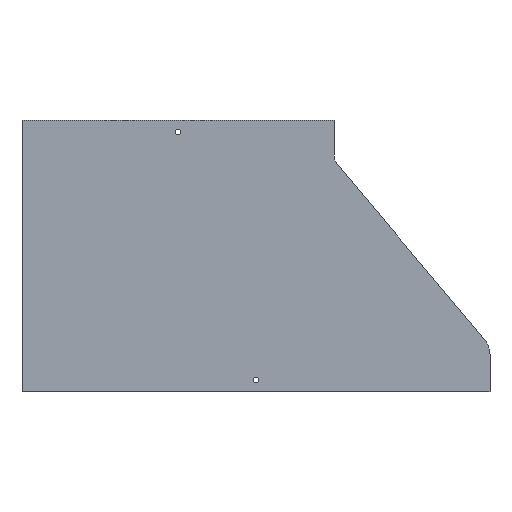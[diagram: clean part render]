
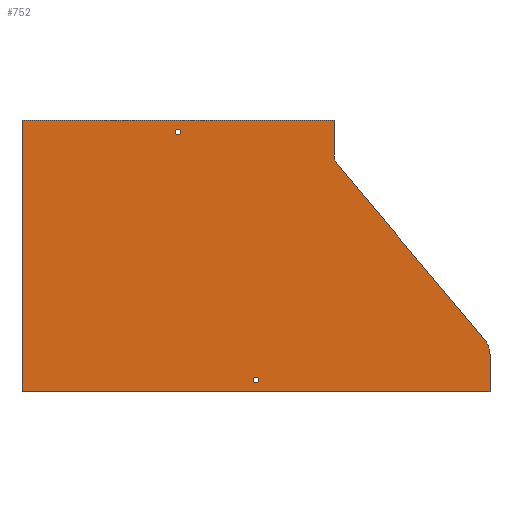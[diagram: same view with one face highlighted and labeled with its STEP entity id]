
A CAD part, front view. The second image highlights one B-rep face of the part: STEP entity #752.
In plain terms, the highlighted planar face has unit normal (0, -1, 0).
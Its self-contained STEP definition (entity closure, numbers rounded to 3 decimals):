
#31 = LINE ( 'NONE', #700, #34 ) ;
#34 = VECTOR ( 'NONE', #699, 1000. ) ;
#56 = VERTEX_POINT ( 'NONE', #540 ) ;
#57 = VERTEX_POINT ( 'NONE', #541 ) ;
#229 = PLANE ( 'NONE',  #914 ) ;
#243 = CARTESIAN_POINT ( 'NONE',  ( -420., 0., -44.069 ) ) ;
#256 = DIRECTION ( 'NONE',  ( 0., 1., 0. ) ) ;
#264 = DIRECTION ( 'NONE',  ( 0., 0., 1. ) ) ;
#351 = DIRECTION ( 'NONE',  ( 0., 0., 1. ) ) ;
#359 = CARTESIAN_POINT ( 'NONE',  ( 400., 0., 0. ) ) ;
#402 = DIRECTION ( 'NONE',  ( -0.643, 0., 0.766 ) ) ;
#403 = CARTESIAN_POINT ( 'NONE',  ( 404.688, 0., -56.935 ) ) ;
#417 = CARTESIAN_POINT ( 'NONE',  ( 570., 0., -300.288 ) ) ;
#418 = DIRECTION ( 'NONE',  ( 0., 0., 1. ) ) ;
#419 = DIRECTION ( 'NONE',  ( 0., -1., 0. ) ) ;
#425 = CARTESIAN_POINT ( 'NONE',  ( 300., 0., -333. ) ) ;
#427 = DIRECTION ( 'NONE',  ( 0., 0., -1. ) ) ;
#428 = DIRECTION ( 'NONE',  ( 0., -1., 0. ) ) ;
#432 = DIRECTION ( 'NONE',  ( 0., 0., 1. ) ) ;
#433 = DIRECTION ( 'NONE',  ( 0., 1., 0. ) ) ;
#434 = CARTESIAN_POINT ( 'NONE',  ( 420., 0., -44.069 ) ) ;
#436 = CARTESIAN_POINT ( 'NONE',  ( 200., 0., -15. ) ) ;
#437 = DIRECTION ( 'NONE',  ( 0., 0., -1. ) ) ;
#455 = CARTESIAN_POINT ( 'NONE',  ( -600., 0., -348. ) ) ;
#469 = DIRECTION ( 'NONE',  ( 0., 0., 1. ) ) ;
#476 = DIRECTION ( 'NONE',  ( 0., -1., 0. ) ) ;
#478 = CARTESIAN_POINT ( 'NONE',  ( 0., 0., 0. ) ) ;
#479 = DIRECTION ( 'NONE',  ( 1., 0., 0. ) ) ;
#532 = DIRECTION ( 'NONE',  ( -1., 0., 0. ) ) ;
#537 = CARTESIAN_POINT ( 'NONE',  ( -400., 0., 0. ) ) ;
#540 = CARTESIAN_POINT ( 'NONE',  ( 200., 0., -18.5 ) ) ;
#541 = CARTESIAN_POINT ( 'NONE',  ( 300., 0., -336.5 ) ) ;
#574 = CARTESIAN_POINT ( 'NONE',  ( 400., 0., 0. ) ) ;
#584 = CARTESIAN_POINT ( 'NONE',  ( 600., 0., -348. ) ) ;
#604 = CARTESIAN_POINT ( 'NONE',  ( 600., 0., -300.288 ) ) ;
#628 = CARTESIAN_POINT ( 'NONE',  ( 0., 0., -348. ) ) ;
#629 = CARTESIAN_POINT ( 'NONE',  ( 0., 0., 0. ) ) ;
#633 = CARTESIAN_POINT ( 'NONE',  ( 592.967, 0., -280.987 ) ) ;
#635 = CARTESIAN_POINT ( 'NONE',  ( 404.688, 0., -56.935 ) ) ;
#648 = CARTESIAN_POINT ( 'NONE',  ( 400., 0., -44.069 ) ) ;
#699 = DIRECTION ( 'NONE',  ( 0., 0., 1. ) ) ;
#700 = CARTESIAN_POINT ( 'NONE',  ( 600., 0., -300.288 ) ) ;
#752 = ADVANCED_FACE ( 'NONE', ( #1287, #1283, #1286 ), #229, .F. ) ;
#839 = AXIS2_PLACEMENT_3D ( 'NONE', #417, #419, #418 ) ;
#840 = AXIS2_PLACEMENT_3D ( 'NONE', #425, #428, #427 ) ;
#841 = AXIS2_PLACEMENT_3D ( 'NONE', #434, #433, #432 ) ;
#842 = AXIS2_PLACEMENT_3D ( 'NONE', #436, #476, #437 ) ;
#914 = AXIS2_PLACEMENT_3D ( 'NONE', #243, #256, #264 ) ;
#964 = EDGE_CURVE ( 'NONE', #1384, #1383, #1119, .T. ) ;
#970 = EDGE_CURVE ( 'NONE', #1383, #1428, #1107, .T. ) ;
#973 = EDGE_CURVE ( 'NONE', #1420, #1384, #1101, .T. ) ;
#992 = EDGE_CURVE ( 'NONE', #1380, #1379, #1769, .T. ) ;
#995 = EDGE_CURVE ( 'NONE', #1404, #1380, #1764, .T. ) ;
#998 = EDGE_CURVE ( 'NONE', #57, #57, #1759, .T. ) ;
#1002 = EDGE_CURVE ( 'NONE', #1379, #1369, #1778, .T. ) ;
#1003 = EDGE_CURVE ( 'NONE', #56, #56, #1780, .T. ) ;
#1027 = EDGE_CURVE ( 'NONE', #1369, #1428, #1812, .T. ) ;
#1052 = EDGE_CURVE ( 'NONE', #1420, #1404, #31, .T. ) ;
#1096 = VECTOR ( 'NONE', #532, 1000. ) ;
#1101 = LINE ( 'NONE', #455, #1096 ) ;
#1102 = VECTOR ( 'NONE', #479, 1000. ) ;
#1107 = LINE ( 'NONE', #537, #1102 ) ;
#1114 = VECTOR ( 'NONE', #469, 1000. ) ;
#1119 = LINE ( 'NONE', #478, #1114 ) ;
#1283 = FACE_BOUND ( 'NONE', #1518, .T. ) ;
#1286 = FACE_OUTER_BOUND ( 'NONE', #1484, .T. ) ;
#1287 = FACE_BOUND ( 'NONE', #1496, .T. ) ;
#1369 = VERTEX_POINT ( 'NONE', #648 ) ;
#1379 = VERTEX_POINT ( 'NONE', #635 ) ;
#1380 = VERTEX_POINT ( 'NONE', #633 ) ;
#1383 = VERTEX_POINT ( 'NONE', #629 ) ;
#1384 = VERTEX_POINT ( 'NONE', #628 ) ;
#1404 = VERTEX_POINT ( 'NONE', #604 ) ;
#1420 = VERTEX_POINT ( 'NONE', #584 ) ;
#1428 = VERTEX_POINT ( 'NONE', #574 ) ;
#1484 = EDGE_LOOP ( 'NONE', ( #1672, #1671, #1670, #1669, #1668, #1667, #1666, #1665 ) ) ;
#1496 = EDGE_LOOP ( 'NONE', ( #1674 ) ) ;
#1518 = EDGE_LOOP ( 'NONE', ( #1673 ) ) ;
#1665 = ORIENTED_EDGE ( 'NONE', *, *, #1027, .T. ) ;
#1666 = ORIENTED_EDGE ( 'NONE', *, *, #1002, .T. ) ;
#1667 = ORIENTED_EDGE ( 'NONE', *, *, #992, .T. ) ;
#1668 = ORIENTED_EDGE ( 'NONE', *, *, #995, .T. ) ;
#1669 = ORIENTED_EDGE ( 'NONE', *, *, #1052, .T. ) ;
#1670 = ORIENTED_EDGE ( 'NONE', *, *, #973, .F. ) ;
#1671 = ORIENTED_EDGE ( 'NONE', *, *, #964, .F. ) ;
#1672 = ORIENTED_EDGE ( 'NONE', *, *, #970, .F. ) ;
#1673 = ORIENTED_EDGE ( 'NONE', *, *, #1003, .F. ) ;
#1674 = ORIENTED_EDGE ( 'NONE', *, *, #998, .F. ) ;
#1759 = CIRCLE ( 'NONE', #840, 3.5 ) ;
#1764 = CIRCLE ( 'NONE', #839, 30. ) ;
#1766 = VECTOR ( 'NONE', #402, 1000. ) ;
#1769 = LINE ( 'NONE', #403, #1766 ) ;
#1778 = CIRCLE ( 'NONE', #841, 20. ) ;
#1780 = CIRCLE ( 'NONE', #842, 3.5 ) ;
#1812 = LINE ( 'NONE', #359, #1819 ) ;
#1819 = VECTOR ( 'NONE', #351, 1000. ) ;
